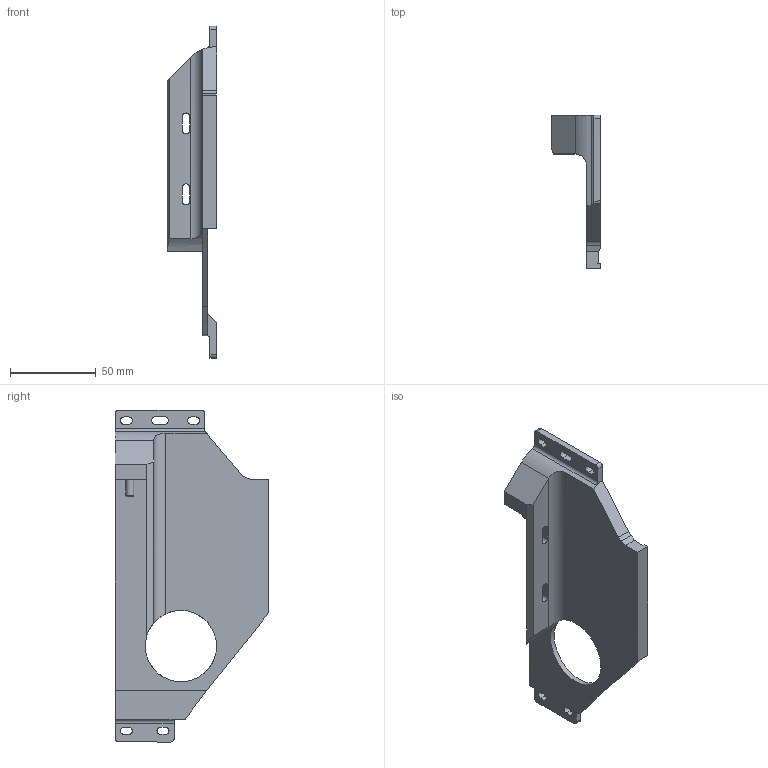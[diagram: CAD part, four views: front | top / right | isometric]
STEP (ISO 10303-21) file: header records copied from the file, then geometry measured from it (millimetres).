
FILE_DESCRIPTION(/* description */ (''),/* implementation_level */ '2;1');
FILE_NAME(/* name */ '',/* time_stamp */ '2024-09-28T17:54:06+03:00',/* author */ ('Phantom'),/* organization */ (''),/* preprocessor_version */ 'ST-DEVELOPER v20',/* originating_system */ 'Autodesk Inventor 2025',/* authorisation */ '');
FILE_SCHEMA (('AUTOMOTIVE_DESIGN { 1 0 10303 214 3 1 1 }'));
Length unit declared in the file: millimetre
Products named in the file (3): единое крепление; крепл для колёс; крепл для колёс.
 2 часть
Assembly tree (2 placements, depth 2):
  единое крепление
    крепл для колёс
    крепл для колёс.
 2 часть
Bounding box: 28.92 x 89.28 x 193.07 mm (x, y, z)
Volume: 67859.1 mm3; surface area: 34380.8 mm2
Topology: 2 solids, 2 shells, 81 faces, 221 edges, 148 vertices
Faces by surface type: plane 50, cylinder 27, bspline 2, torus 2
Full cylindrical faces by diameter (mm): 4.5 x1, 6.5 x1, 9 x1, 41.5 x1
Entity records: 2858 total; most frequent: CARTESIAN_POINT 617, ORIENTED_EDGE 442, DIRECTION 442, EDGE_CURVE 221, LINE 154, VECTOR 154, VERTEX_POINT 146, AXIS2_PLACEMENT_3D 144
